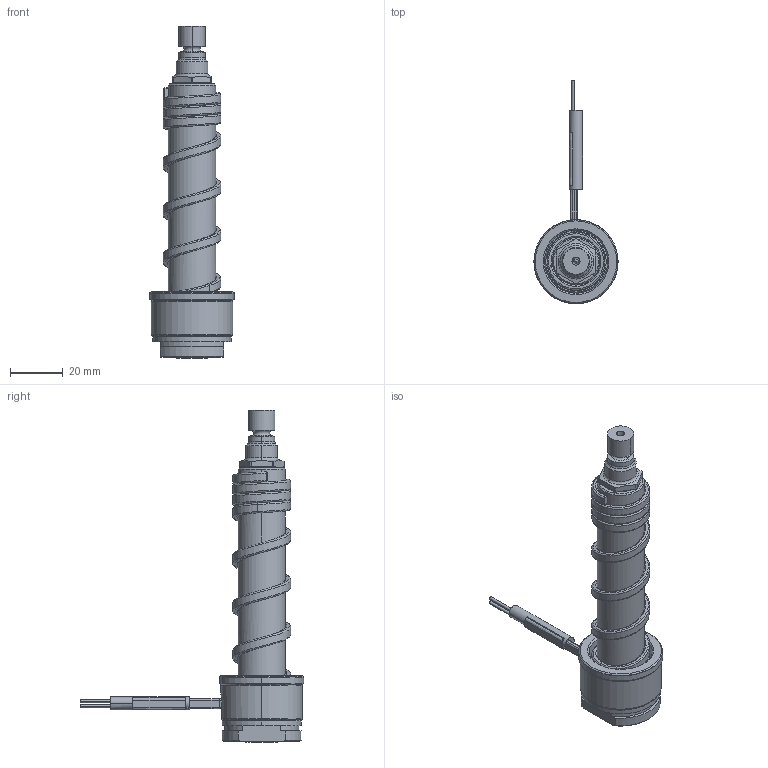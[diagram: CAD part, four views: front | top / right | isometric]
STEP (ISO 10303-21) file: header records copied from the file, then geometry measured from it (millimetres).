
FILE_DESCRIPTION((''),'2;1');
FILE_NAME('SM-116-BEU-H','2014-02-27T',('Íàòàëüÿ'),('IMID'),'PRO/ENGINEER BY PARAMETRIC TECHNOLOGY CORPORATION, 2010180','PRO/ENGINEER BY PARAMETRIC TECHNOLOGY CORPORATION, 2010180','');
FILE_SCHEMA(('CONFIG_CONTROL_DESIGN'));
Length unit declared in the file: millimetre
Products named in the file (1): SM-116-BEU-H
Bounding box: 32 x 85 x 126.2 mm (x, y, z)
Volume: 38673.8 mm3; surface area: 20690.9 mm2
Topology: 1 solids, 9 shells, 344 faces, 887 edges, 529 vertices
Faces by surface type: cylinder 114, bspline 67, cone 66, plane 51, torus 28, revolution 9, extrusion 7, sphere 2
Entity records: 18688 total; most frequent: CARTESIAN_POINT 10743, ORIENTED_EDGE 1734, DIRECTION 1525, EDGE_CURVE 879, AXIS2_PLACEMENT_3D 606, VERTEX_POINT 529, EDGE_LOOP 366, FACE_OUTER_BOUND 344
